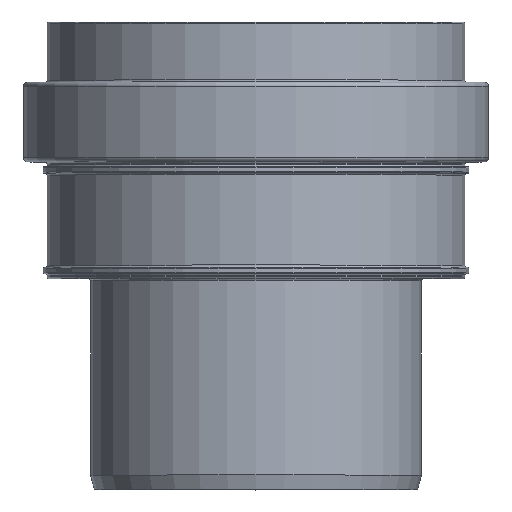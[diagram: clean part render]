
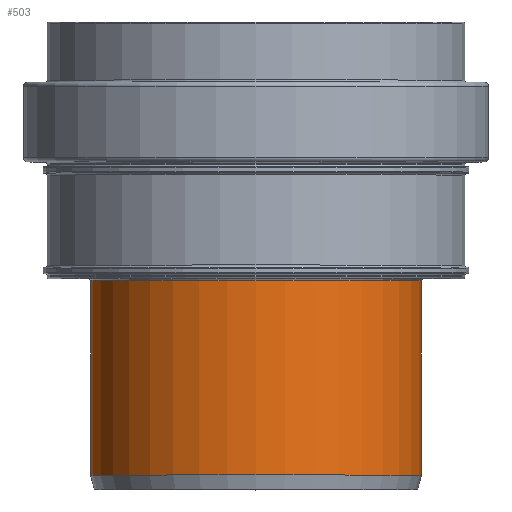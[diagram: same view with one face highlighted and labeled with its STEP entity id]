
A CAD part, top view. The second image highlights one B-rep face of the part: STEP entity #503.
In plain terms, the highlighted cylindrical face has radius 80 mm (diameter 160 mm), a full revolution.
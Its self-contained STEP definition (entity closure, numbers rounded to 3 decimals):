
#32=CYLINDRICAL_SURFACE('',#571,80.);
#58=FACE_BOUND('',#171,.T.);
#105=FACE_OUTER_BOUND('',#170,.T.);
#170=EDGE_LOOP('',(#405));
#171=EDGE_LOOP('',(#406));
#246=CIRCLE('',#570,80.);
#247=CIRCLE('',#572,80.);
#293=VERTEX_POINT('',#873);
#294=VERTEX_POINT('',#876);
#340=EDGE_CURVE('',#293,#293,#246,.T.);
#341=EDGE_CURVE('',#294,#294,#247,.T.);
#405=ORIENTED_EDGE('',*,*,#340,.T.);
#406=ORIENTED_EDGE('',*,*,#341,.F.);
#503=ADVANCED_FACE('',(#105,#58),#32,.T.);
#570=AXIS2_PLACEMENT_3D('',#874,#702,#703);
#571=AXIS2_PLACEMENT_3D('',#875,#704,#705);
#572=AXIS2_PLACEMENT_3D('',#877,#706,#707);
#702=DIRECTION('center_axis',(0.,-1.,0.));
#703=DIRECTION('ref_axis',(1.,0.,0.));
#704=DIRECTION('center_axis',(0.,-1.,0.));
#705=DIRECTION('ref_axis',(1.,0.,0.));
#706=DIRECTION('center_axis',(0.,-1.,0.));
#707=DIRECTION('ref_axis',(1.,0.,0.));
#873=CARTESIAN_POINT('',(80.,101.,0.));
#874=CARTESIAN_POINT('Origin',(0.,101.,0.));
#875=CARTESIAN_POINT('Origin',(0.,54.,0.));
#876=CARTESIAN_POINT('',(80.,7.,0.));
#877=CARTESIAN_POINT('Origin',(0.,7.,0.));
